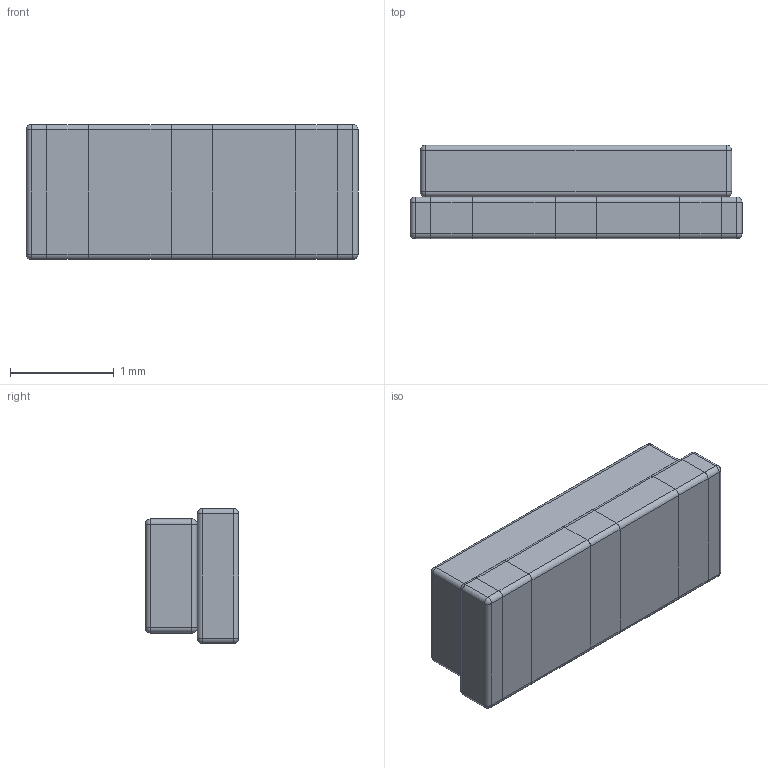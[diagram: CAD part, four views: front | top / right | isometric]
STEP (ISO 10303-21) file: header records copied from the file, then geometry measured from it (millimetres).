
FILE_DESCRIPTION (( 'STEP AP214' ), '1' );
FILE_NAME ('User Library-Resonators(CSTCE16M0V53-R0).STEP', '2020-01-12T10:41:12', ( '' ), ( '' ), 'SwSTEP 2.0', 'SolidWorks 2019', '' );
FILE_SCHEMA (( 'AUTOMOTIVE_DESIGN' ));
Length unit declared in the file: millimetre
Products named in the file (1): User Library-Resonators(CSTCE16M0V53-R0)
Bounding box: 3.2 x 0.9 x 1.3 mm (x, y, z)
Volume: 3.3 mm3; surface area: 28 mm2
Topology: 8 solids, 8 shells, 131 faces, 422 edges, 310 vertices
Faces by surface type: plane 67, cylinder 48, sphere 16
Entity records: 7452 total; most frequent: CARTESIAN_POINT 2256, ORIENTED_EDGE 812, DIRECTION 679, EDGE_CURVE 406, VERTEX_POINT 310, AXIS2_PLACEMENT_3D 228, LINE 223, VECTOR 223
